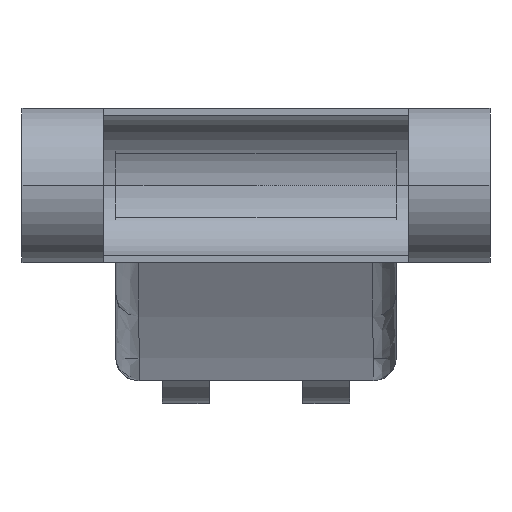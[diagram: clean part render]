
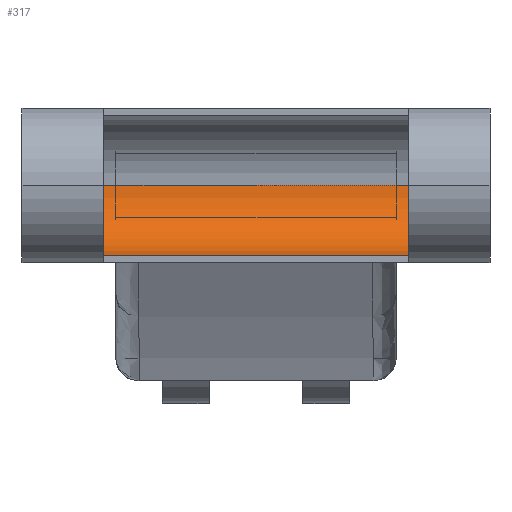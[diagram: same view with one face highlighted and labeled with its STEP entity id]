
A CAD part, left-side view. The second image highlights one B-rep face of the part: STEP entity #317.
In plain terms, the highlighted cylindrical face has radius 15 mm (diameter 30 mm), a partial arc.
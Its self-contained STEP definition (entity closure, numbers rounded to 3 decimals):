
#15 = DIRECTION ( 'NONE',  ( -1., 0., 0. ) ) ;
#56 = CARTESIAN_POINT ( 'NONE',  ( 0., -32.59, -15. ) ) ;
#115 = CIRCLE ( 'NONE', #2216, 15. ) ;
#171 = EDGE_LOOP ( 'NONE', ( #4155, #2899, #1999, #2507, #5829, #5887, #3773, #3421 ) ) ;
#184 = DIRECTION ( 'NONE',  ( 0., -1., 0. ) ) ;
#317 = ADVANCED_FACE ( 'NONE', ( #768 ), #3837, .F. ) ;
#405 = VERTEX_POINT ( 'NONE', #1771 ) ;
#410 = LINE ( 'NONE', #5876, #1830 ) ;
#768 = FACE_OUTER_BOUND ( 'NONE', #171, .T. ) ;
#906 = EDGE_CURVE ( 'NONE', #5292, #1562, #4063, .T. ) ;
#917 = DIRECTION ( 'NONE',  ( 0., 1., 0. ) ) ;
#1179 = CARTESIAN_POINT ( 'NONE',  ( 15., -0.66, 0. ) ) ;
#1365 = CARTESIAN_POINT ( 'NONE',  ( -15., 50., 0. ) ) ;
#1429 = DIRECTION ( 'NONE',  ( -1., 0., 0. ) ) ;
#1514 = CARTESIAN_POINT ( 'NONE',  ( 0., 32.59, -15. ) ) ;
#1562 = VERTEX_POINT ( 'NONE', #3205 ) ;
#1724 = CARTESIAN_POINT ( 'NONE',  ( 15., 50., 0. ) ) ;
#1771 = CARTESIAN_POINT ( 'NONE',  ( 15., -50., 0. ) ) ;
#1799 = DIRECTION ( 'NONE',  ( 0., -1., 0. ) ) ;
#1809 = DIRECTION ( 'NONE',  ( 0., -1., 0. ) ) ;
#1830 = VECTOR ( 'NONE', #1809, 1000. ) ;
#1999 = ORIENTED_EDGE ( 'NONE', *, *, #5763, .F. ) ;
#2126 = CIRCLE ( 'NONE', #4411, 15. ) ;
#2216 = AXIS2_PLACEMENT_3D ( 'NONE', #3657, #917, #15 ) ;
#2286 = EDGE_CURVE ( 'NONE', #4032, #5878, #410, .T. ) ;
#2380 = DIRECTION ( 'NONE',  ( 0., 1., 0. ) ) ;
#2403 = AXIS2_PLACEMENT_3D ( 'NONE', #5549, #2380, #1429 ) ;
#2507 = ORIENTED_EDGE ( 'NONE', *, *, #5181, .T. ) ;
#2536 = DIRECTION ( 'NONE',  ( -1., 0., 0. ) ) ;
#2585 = DIRECTION ( 'NONE',  ( -1., 0., 0. ) ) ;
#2629 = DIRECTION ( 'NONE',  ( 0., -1., 0. ) ) ;
#2722 = DIRECTION ( 'NONE',  ( 0., -1., 0. ) ) ;
#2865 = AXIS2_PLACEMENT_3D ( 'NONE', #4767, #3476, #2585 ) ;
#2875 = VERTEX_POINT ( 'NONE', #1724 ) ;
#2881 = AXIS2_PLACEMENT_3D ( 'NONE', #5349, #2629, #2536 ) ;
#2899 = ORIENTED_EDGE ( 'NONE', *, *, #3861, .F. ) ;
#3205 = CARTESIAN_POINT ( 'NONE',  ( -15., -50., 0. ) ) ;
#3255 = CIRCLE ( 'NONE', #2403, 15. ) ;
#3421 = ORIENTED_EDGE ( 'NONE', *, *, #3762, .F. ) ;
#3473 = CARTESIAN_POINT ( 'NONE',  ( -15., -32.59, 0. ) ) ;
#3476 = DIRECTION ( 'NONE',  ( 0., -1., 0. ) ) ;
#3616 = CARTESIAN_POINT ( 'NONE',  ( 0., 32.59, 0. ) ) ;
#3641 = CIRCLE ( 'NONE', #2881, 15. ) ;
#3657 = CARTESIAN_POINT ( 'NONE',  ( 0., -50., 0. ) ) ;
#3762 = EDGE_CURVE ( 'NONE', #5292, #5120, #3641, .T. ) ;
#3773 = ORIENTED_EDGE ( 'NONE', *, *, #4992, .T. ) ;
#3837 = CYLINDRICAL_SURFACE ( 'NONE', #2865, 15. ) ;
#3858 = LINE ( 'NONE', #1179, #4891 ) ;
#3861 = EDGE_CURVE ( 'NONE', #405, #1562, #115, .T. ) ;
#3947 = CARTESIAN_POINT ( 'NONE',  ( -15., 32.59, 0. ) ) ;
#4032 = VERTEX_POINT ( 'NONE', #1365 ) ;
#4063 = LINE ( 'NONE', #5894, #5646 ) ;
#4155 = ORIENTED_EDGE ( 'NONE', *, *, #906, .T. ) ;
#4411 = AXIS2_PLACEMENT_3D ( 'NONE', #3616, #5024, #5533 ) ;
#4540 = CARTESIAN_POINT ( 'NONE',  ( 0., 0., -15. ) ) ;
#4691 = VERTEX_POINT ( 'NONE', #1514 ) ;
#4767 = CARTESIAN_POINT ( 'NONE',  ( 0., -0.66, 0. ) ) ;
#4891 = VECTOR ( 'NONE', #184, 1000. ) ;
#4937 = LINE ( 'NONE', #4540, #5079 ) ;
#4992 = EDGE_CURVE ( 'NONE', #4691, #5120, #4937, .T. ) ;
#5024 = DIRECTION ( 'NONE',  ( 0., 1., 0. ) ) ;
#5079 = VECTOR ( 'NONE', #2722, 1000. ) ;
#5120 = VERTEX_POINT ( 'NONE', #56 ) ;
#5181 = EDGE_CURVE ( 'NONE', #2875, #4032, #3255, .T. ) ;
#5292 = VERTEX_POINT ( 'NONE', #3473 ) ;
#5349 = CARTESIAN_POINT ( 'NONE',  ( 0., -32.59, 0. ) ) ;
#5533 = DIRECTION ( 'NONE',  ( 1., 0., 0. ) ) ;
#5549 = CARTESIAN_POINT ( 'NONE',  ( 0., 50., 0. ) ) ;
#5578 = EDGE_CURVE ( 'NONE', #4691, #5878, #2126, .T. ) ;
#5646 = VECTOR ( 'NONE', #1799, 1000. ) ;
#5763 = EDGE_CURVE ( 'NONE', #2875, #405, #3858, .T. ) ;
#5829 = ORIENTED_EDGE ( 'NONE', *, *, #2286, .T. ) ;
#5876 = CARTESIAN_POINT ( 'NONE',  ( -15., -0.66, 0. ) ) ;
#5878 = VERTEX_POINT ( 'NONE', #3947 ) ;
#5887 = ORIENTED_EDGE ( 'NONE', *, *, #5578, .F. ) ;
#5894 = CARTESIAN_POINT ( 'NONE',  ( -15., -0.66, 0. ) ) ;
